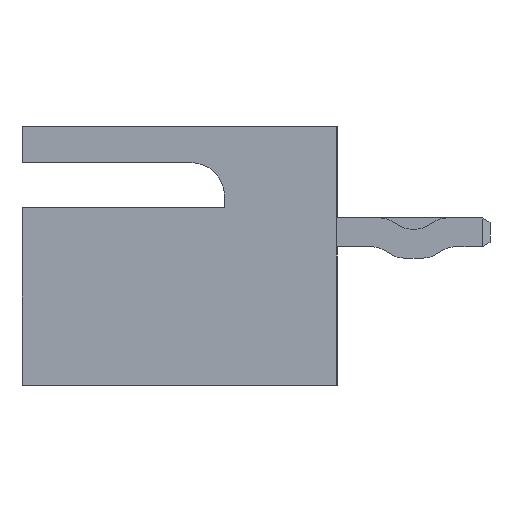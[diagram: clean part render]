
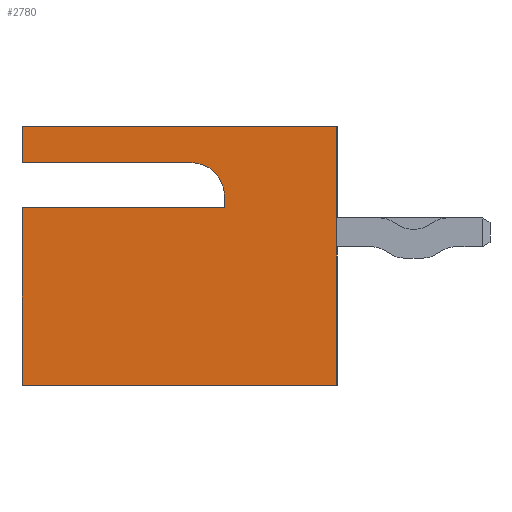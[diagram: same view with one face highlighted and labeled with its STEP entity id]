
A CAD part, left-side view. The second image highlights one B-rep face of the part: STEP entity #2780.
In plain terms, the highlighted planar face has unit normal (-1, 0, 0).
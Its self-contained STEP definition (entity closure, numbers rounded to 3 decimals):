
#61 = VERTEX_POINT('',#62);
#62 = CARTESIAN_POINT('',(-9.95,3.25,1.55));
#71 = CYLINDRICAL_SURFACE('',#72,0.75);
#72 = AXIS2_PLACEMENT_3D('',#73,#74,#75);
#73 = CARTESIAN_POINT('',(-9.95,3.25,0.8));
#74 = DIRECTION('',(1.,-0.,-0.));
#75 = DIRECTION('',(0.,0.,-1.));
#83 = PLANE('',#84);
#84 = AXIS2_PLACEMENT_3D('',#85,#86,#87);
#85 = CARTESIAN_POINT('',(-9.15,1.2,1.55));
#86 = DIRECTION('',(0.,0.,-1.));
#87 = DIRECTION('',(-1.,0.,-0.));
#95 = EDGE_CURVE('',#61,#96,#98,.T.);
#96 = VERTEX_POINT('',#97);
#97 = CARTESIAN_POINT('',(-9.95,2.5,0.8));
#98 = SURFACE_CURVE('',#99,(#104,#111),.PCURVE_S1.);
#99 = CIRCLE('',#100,0.75);
#100 = AXIS2_PLACEMENT_3D('',#101,#102,#103);
#101 = CARTESIAN_POINT('',(-9.95,3.25,0.8));
#102 = DIRECTION('',(1.,0.,0.));
#103 = DIRECTION('',(0.,0.,-1.));
#104 = PCURVE('',#71,#105);
#105 = DEFINITIONAL_REPRESENTATION('',(#106),#110);
#106 = LINE('',#107,#108);
#107 = CARTESIAN_POINT('',(0.,0.));
#108 = VECTOR('',#109,1.);
#109 = DIRECTION('',(1.,0.));
#110 = ( GEOMETRIC_REPRESENTATION_CONTEXT(2) 
PARAMETRIC_REPRESENTATION_CONTEXT() REPRESENTATION_CONTEXT('2D SPACE',''
  ) );
#111 = PCURVE('',#112,#117);
#112 = PLANE('',#113);
#113 = AXIS2_PLACEMENT_3D('',#114,#115,#116);
#114 = CARTESIAN_POINT('',(-9.95,7.,2.35));
#115 = DIRECTION('',(1.,-0.,0.));
#116 = DIRECTION('',(0.,0.,-1.));
#117 = DEFINITIONAL_REPRESENTATION('',(#118),#122);
#118 = CIRCLE('',#119,0.75);
#119 = AXIS2_PLACEMENT_2D('',#120,#121);
#120 = CARTESIAN_POINT('',(1.55,-3.75));
#121 = DIRECTION('',(1.,0.));
#122 = ( GEOMETRIC_REPRESENTATION_CONTEXT(2) 
PARAMETRIC_REPRESENTATION_CONTEXT() REPRESENTATION_CONTEXT('2D SPACE',''
  ) );
#140 = PLANE('',#141);
#141 = AXIS2_PLACEMENT_3D('',#142,#143,#144);
#142 = CARTESIAN_POINT('',(-9.95,2.5,0.55));
#143 = DIRECTION('',(0.,-1.,0.));
#144 = DIRECTION('',(0.,-0.,-1.));
#185 = VERTEX_POINT('',#186);
#186 = CARTESIAN_POINT('',(-9.95,0.,-3.4));
#193 = PLANE('',#194);
#194 = AXIS2_PLACEMENT_3D('',#195,#196,#197);
#195 = CARTESIAN_POINT('',(-9.95,7.,-3.4));
#196 = DIRECTION('',(0.,0.,1.));
#197 = DIRECTION('',(1.,0.,-0.));
#205 = PLANE('',#206);
#206 = AXIS2_PLACEMENT_3D('',#207,#208,#209);
#207 = CARTESIAN_POINT('',(-9.95,0.,-3.4));
#208 = DIRECTION('',(0.,-1.,0.));
#209 = DIRECTION('',(0.,-0.,-1.));
#217 = EDGE_CURVE('',#218,#185,#220,.T.);
#218 = VERTEX_POINT('',#219);
#219 = CARTESIAN_POINT('',(-9.95,7.,-3.4));
#220 = SURFACE_CURVE('',#221,(#225,#232),.PCURVE_S1.);
#221 = LINE('',#222,#223);
#222 = CARTESIAN_POINT('',(-9.95,7.,-3.4));
#223 = VECTOR('',#224,1.);
#224 = DIRECTION('',(-0.,-1.,-0.));
#225 = PCURVE('',#193,#226);
#226 = DEFINITIONAL_REPRESENTATION('',(#227),#231);
#227 = LINE('',#228,#229);
#228 = CARTESIAN_POINT('',(0.,0.));
#229 = VECTOR('',#230,1.);
#230 = DIRECTION('',(0.,-1.));
#231 = ( GEOMETRIC_REPRESENTATION_CONTEXT(2) 
PARAMETRIC_REPRESENTATION_CONTEXT() REPRESENTATION_CONTEXT('2D SPACE',''
  ) );
#232 = PCURVE('',#112,#233);
#233 = DEFINITIONAL_REPRESENTATION('',(#234),#238);
#234 = LINE('',#235,#236);
#235 = CARTESIAN_POINT('',(5.75,0.));
#236 = VECTOR('',#237,1.);
#237 = DIRECTION('',(0.,-1.));
#238 = ( GEOMETRIC_REPRESENTATION_CONTEXT(2) 
PARAMETRIC_REPRESENTATION_CONTEXT() REPRESENTATION_CONTEXT('2D SPACE',''
  ) );
#256 = PLANE('',#257);
#257 = AXIS2_PLACEMENT_3D('',#258,#259,#260);
#258 = CARTESIAN_POINT('',(-9.95,7.,-3.4));
#259 = DIRECTION('',(0.,-1.,0.));
#260 = DIRECTION('',(0.,-0.,-1.));
#757 = PLANE('',#758);
#758 = AXIS2_PLACEMENT_3D('',#759,#760,#761);
#759 = CARTESIAN_POINT('',(-9.95,7.,2.35));
#760 = DIRECTION('',(0.,0.,-1.));
#761 = DIRECTION('',(-1.,0.,-0.));
#871 = VERTEX_POINT('',#872);
#872 = CARTESIAN_POINT('',(-9.95,7.,2.35));
#881 = PLANE('',#882);
#882 = AXIS2_PLACEMENT_3D('',#883,#884,#885);
#883 = CARTESIAN_POINT('',(-9.95,7.,-3.4));
#884 = DIRECTION('',(0.,-1.,0.));
#885 = DIRECTION('',(0.,-0.,-1.));
#929 = VERTEX_POINT('',#930);
#930 = CARTESIAN_POINT('',(-9.95,7.,1.55));
#951 = EDGE_CURVE('',#929,#871,#952,.T.);
#952 = SURFACE_CURVE('',#953,(#957,#964),.PCURVE_S1.);
#953 = LINE('',#954,#955);
#954 = CARTESIAN_POINT('',(-9.95,7.,2.35));
#955 = VECTOR('',#956,1.);
#956 = DIRECTION('',(-0.,-0.,1.));
#957 = PCURVE('',#881,#958);
#958 = DEFINITIONAL_REPRESENTATION('',(#959),#963);
#959 = LINE('',#960,#961);
#960 = CARTESIAN_POINT('',(-5.75,0.));
#961 = VECTOR('',#962,1.);
#962 = DIRECTION('',(-1.,0.));
#963 = ( GEOMETRIC_REPRESENTATION_CONTEXT(2) 
PARAMETRIC_REPRESENTATION_CONTEXT() REPRESENTATION_CONTEXT('2D SPACE',''
  ) );
#964 = PCURVE('',#112,#965);
#965 = DEFINITIONAL_REPRESENTATION('',(#966),#970);
#966 = LINE('',#967,#968);
#967 = CARTESIAN_POINT('',(0.,0.));
#968 = VECTOR('',#969,1.);
#969 = DIRECTION('',(-1.,0.));
#970 = ( GEOMETRIC_REPRESENTATION_CONTEXT(2) 
PARAMETRIC_REPRESENTATION_CONTEXT() REPRESENTATION_CONTEXT('2D SPACE',''
  ) );
#1979 = EDGE_CURVE('',#929,#61,#1980,.T.);
#1980 = SURFACE_CURVE('',#1981,(#1985,#1992),.PCURVE_S1.);
#1981 = LINE('',#1982,#1983);
#1982 = CARTESIAN_POINT('',(-9.95,7.,1.55));
#1983 = VECTOR('',#1984,1.);
#1984 = DIRECTION('',(0.,-1.,0.));
#1985 = PCURVE('',#83,#1986);
#1986 = DEFINITIONAL_REPRESENTATION('',(#1987),#1991);
#1987 = LINE('',#1988,#1989);
#1988 = CARTESIAN_POINT('',(0.8,5.8));
#1989 = VECTOR('',#1990,1.);
#1990 = DIRECTION('',(-0.,-1.));
#1991 = ( GEOMETRIC_REPRESENTATION_CONTEXT(2) 
PARAMETRIC_REPRESENTATION_CONTEXT() REPRESENTATION_CONTEXT('2D SPACE',''
  ) );
#1992 = PCURVE('',#112,#1993);
#1993 = DEFINITIONAL_REPRESENTATION('',(#1994),#1998);
#1994 = LINE('',#1995,#1996);
#1995 = CARTESIAN_POINT('',(0.8,0.));
#1996 = VECTOR('',#1997,1.);
#1997 = DIRECTION('',(0.,-1.));
#1998 = ( GEOMETRIC_REPRESENTATION_CONTEXT(2) 
PARAMETRIC_REPRESENTATION_CONTEXT() REPRESENTATION_CONTEXT('2D SPACE',''
  ) );
#2576 = EDGE_CURVE('',#218,#2577,#2579,.T.);
#2577 = VERTEX_POINT('',#2578);
#2578 = CARTESIAN_POINT('',(-9.95,7.,0.55));
#2579 = SURFACE_CURVE('',#2580,(#2584,#2591),.PCURVE_S1.);
#2580 = LINE('',#2581,#2582);
#2581 = CARTESIAN_POINT('',(-9.95,7.,2.35));
#2582 = VECTOR('',#2583,1.);
#2583 = DIRECTION('',(-0.,-0.,1.));
#2584 = PCURVE('',#256,#2585);
#2585 = DEFINITIONAL_REPRESENTATION('',(#2586),#2590);
#2586 = LINE('',#2587,#2588);
#2587 = CARTESIAN_POINT('',(-5.75,0.));
#2588 = VECTOR('',#2589,1.);
#2589 = DIRECTION('',(-1.,0.));
#2590 = ( GEOMETRIC_REPRESENTATION_CONTEXT(2) 
PARAMETRIC_REPRESENTATION_CONTEXT() REPRESENTATION_CONTEXT('2D SPACE',''
  ) );
#2591 = PCURVE('',#112,#2592);
#2592 = DEFINITIONAL_REPRESENTATION('',(#2593),#2597);
#2593 = LINE('',#2594,#2595);
#2594 = CARTESIAN_POINT('',(0.,0.));
#2595 = VECTOR('',#2596,1.);
#2596 = DIRECTION('',(-1.,0.));
#2597 = ( GEOMETRIC_REPRESENTATION_CONTEXT(2) 
PARAMETRIC_REPRESENTATION_CONTEXT() REPRESENTATION_CONTEXT('2D SPACE',''
  ) );
#2615 = PLANE('',#2616);
#2616 = AXIS2_PLACEMENT_3D('',#2617,#2618,#2619);
#2617 = CARTESIAN_POINT('',(-9.95,7.,0.55));
#2618 = DIRECTION('',(0.,0.,-1.));
#2619 = DIRECTION('',(0.,1.,0.));
#2680 = EDGE_CURVE('',#2681,#2577,#2683,.T.);
#2681 = VERTEX_POINT('',#2682);
#2682 = CARTESIAN_POINT('',(-9.95,2.5,0.55));
#2683 = SURFACE_CURVE('',#2684,(#2688,#2695),.PCURVE_S1.);
#2684 = LINE('',#2685,#2686);
#2685 = CARTESIAN_POINT('',(-9.95,7.,0.55));
#2686 = VECTOR('',#2687,1.);
#2687 = DIRECTION('',(-0.,1.,0.));
#2688 = PCURVE('',#2615,#2689);
#2689 = DEFINITIONAL_REPRESENTATION('',(#2690),#2694);
#2690 = LINE('',#2691,#2692);
#2691 = CARTESIAN_POINT('',(0.,0.));
#2692 = VECTOR('',#2693,1.);
#2693 = DIRECTION('',(1.,0.));
#2694 = ( GEOMETRIC_REPRESENTATION_CONTEXT(2) 
PARAMETRIC_REPRESENTATION_CONTEXT() REPRESENTATION_CONTEXT('2D SPACE',''
  ) );
#2695 = PCURVE('',#112,#2696);
#2696 = DEFINITIONAL_REPRESENTATION('',(#2697),#2701);
#2697 = LINE('',#2698,#2699);
#2698 = CARTESIAN_POINT('',(1.8,0.));
#2699 = VECTOR('',#2700,1.);
#2700 = DIRECTION('',(0.,1.));
#2701 = ( GEOMETRIC_REPRESENTATION_CONTEXT(2) 
PARAMETRIC_REPRESENTATION_CONTEXT() REPRESENTATION_CONTEXT('2D SPACE',''
  ) );
#2759 = EDGE_CURVE('',#96,#2681,#2760,.T.);
#2760 = SURFACE_CURVE('',#2761,(#2765,#2772),.PCURVE_S1.);
#2761 = LINE('',#2762,#2763);
#2762 = CARTESIAN_POINT('',(-9.95,2.5,0.55));
#2763 = VECTOR('',#2764,1.);
#2764 = DIRECTION('',(-0.,-0.,-1.));
#2765 = PCURVE('',#140,#2766);
#2766 = DEFINITIONAL_REPRESENTATION('',(#2767),#2771);
#2767 = LINE('',#2768,#2769);
#2768 = CARTESIAN_POINT('',(0.,0.));
#2769 = VECTOR('',#2770,1.);
#2770 = DIRECTION('',(1.,0.));
#2771 = ( GEOMETRIC_REPRESENTATION_CONTEXT(2) 
PARAMETRIC_REPRESENTATION_CONTEXT() REPRESENTATION_CONTEXT('2D SPACE',''
  ) );
#2772 = PCURVE('',#112,#2773);
#2773 = DEFINITIONAL_REPRESENTATION('',(#2774),#2778);
#2774 = LINE('',#2775,#2776);
#2775 = CARTESIAN_POINT('',(1.8,-4.5));
#2776 = VECTOR('',#2777,1.);
#2777 = DIRECTION('',(1.,0.));
#2778 = ( GEOMETRIC_REPRESENTATION_CONTEXT(2) 
PARAMETRIC_REPRESENTATION_CONTEXT() REPRESENTATION_CONTEXT('2D SPACE',''
  ) );
#2780 = ADVANCED_FACE('',(#2781),#112,.F.);
#2781 = FACE_BOUND('',#2782,.T.);
#2782 = EDGE_LOOP('',(#2783,#2784,#2785,#2786,#2787,#2810,#2831,#2832,
    #2833));
#2783 = ORIENTED_EDGE('',*,*,#2759,.T.);
#2784 = ORIENTED_EDGE('',*,*,#2680,.T.);
#2785 = ORIENTED_EDGE('',*,*,#2576,.F.);
#2786 = ORIENTED_EDGE('',*,*,#217,.T.);
#2787 = ORIENTED_EDGE('',*,*,#2788,.T.);
#2788 = EDGE_CURVE('',#185,#2789,#2791,.T.);
#2789 = VERTEX_POINT('',#2790);
#2790 = CARTESIAN_POINT('',(-9.95,0.,2.35));
#2791 = SURFACE_CURVE('',#2792,(#2796,#2803),.PCURVE_S1.);
#2792 = LINE('',#2793,#2794);
#2793 = CARTESIAN_POINT('',(-9.95,0.,2.35));
#2794 = VECTOR('',#2795,1.);
#2795 = DIRECTION('',(-0.,-0.,1.));
#2796 = PCURVE('',#112,#2797);
#2797 = DEFINITIONAL_REPRESENTATION('',(#2798),#2802);
#2798 = LINE('',#2799,#2800);
#2799 = CARTESIAN_POINT('',(0.,-7.));
#2800 = VECTOR('',#2801,1.);
#2801 = DIRECTION('',(-1.,0.));
#2802 = ( GEOMETRIC_REPRESENTATION_CONTEXT(2) 
PARAMETRIC_REPRESENTATION_CONTEXT() REPRESENTATION_CONTEXT('2D SPACE',''
  ) );
#2803 = PCURVE('',#205,#2804);
#2804 = DEFINITIONAL_REPRESENTATION('',(#2805),#2809);
#2805 = LINE('',#2806,#2807);
#2806 = CARTESIAN_POINT('',(-5.75,0.));
#2807 = VECTOR('',#2808,1.);
#2808 = DIRECTION('',(-1.,0.));
#2809 = ( GEOMETRIC_REPRESENTATION_CONTEXT(2) 
PARAMETRIC_REPRESENTATION_CONTEXT() REPRESENTATION_CONTEXT('2D SPACE',''
  ) );
#2810 = ORIENTED_EDGE('',*,*,#2811,.F.);
#2811 = EDGE_CURVE('',#871,#2789,#2812,.T.);
#2812 = SURFACE_CURVE('',#2813,(#2817,#2824),.PCURVE_S1.);
#2813 = LINE('',#2814,#2815);
#2814 = CARTESIAN_POINT('',(-9.95,7.,2.35));
#2815 = VECTOR('',#2816,1.);
#2816 = DIRECTION('',(-0.,-1.,-0.));
#2817 = PCURVE('',#112,#2818);
#2818 = DEFINITIONAL_REPRESENTATION('',(#2819),#2823);
#2819 = LINE('',#2820,#2821);
#2820 = CARTESIAN_POINT('',(0.,0.));
#2821 = VECTOR('',#2822,1.);
#2822 = DIRECTION('',(0.,-1.));
#2823 = ( GEOMETRIC_REPRESENTATION_CONTEXT(2) 
PARAMETRIC_REPRESENTATION_CONTEXT() REPRESENTATION_CONTEXT('2D SPACE',''
  ) );
#2824 = PCURVE('',#757,#2825);
#2825 = DEFINITIONAL_REPRESENTATION('',(#2826),#2830);
#2826 = LINE('',#2827,#2828);
#2827 = CARTESIAN_POINT('',(0.,0.));
#2828 = VECTOR('',#2829,1.);
#2829 = DIRECTION('',(0.,-1.));
#2830 = ( GEOMETRIC_REPRESENTATION_CONTEXT(2) 
PARAMETRIC_REPRESENTATION_CONTEXT() REPRESENTATION_CONTEXT('2D SPACE',''
  ) );
#2831 = ORIENTED_EDGE('',*,*,#951,.F.);
#2832 = ORIENTED_EDGE('',*,*,#1979,.T.);
#2833 = ORIENTED_EDGE('',*,*,#95,.T.);
